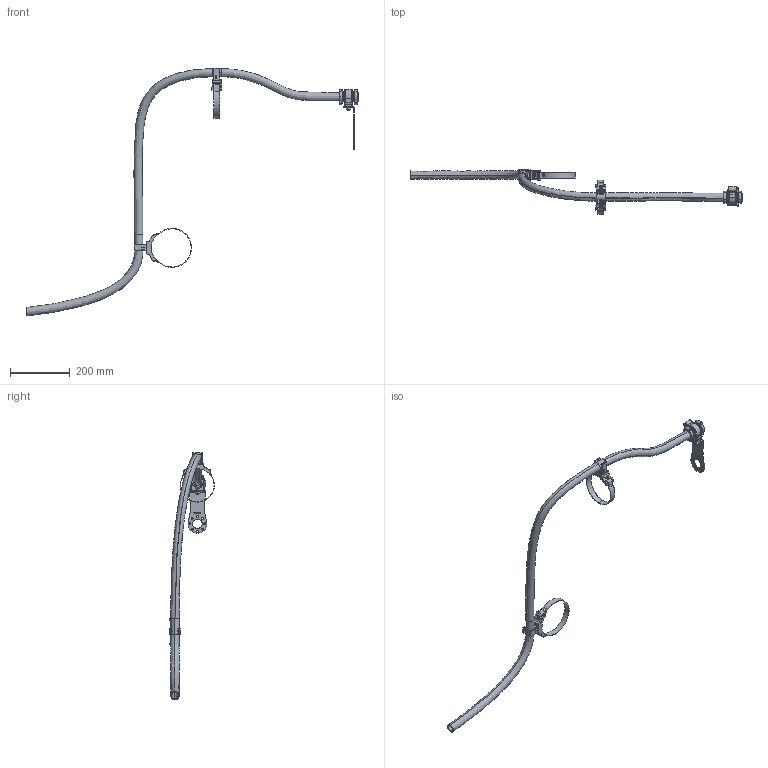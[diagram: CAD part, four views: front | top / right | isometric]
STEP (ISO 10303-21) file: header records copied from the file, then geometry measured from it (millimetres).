
FILE_DESCRIPTION (( 'STEP AP214' ), '1' );
FILE_NAME ('P2194-.STEP', '2023-11-17T14:03:03', ( '' ), ( '' ), 'SwSTEP 2.0', 'SolidWorks 2021', '' );
FILE_SCHEMA (( 'AUTOMOTIVE_DESIGN' ));
Length unit declared in the file: millimetre
Products named in the file (1): P2194-
Bounding box: 1108.3 x 148.89 x 826.82 mm (x, y, z)
Volume: 590623 mm3; surface area: 396625.3 mm2
Topology: 18 solids, 18 shells, 1132 faces, 2984 edges, 1940 vertices
Faces by surface type: plane 451, cylinder 346, bspline 215, torus 76, cone 40, sphere 4
Entity records: 81697 total; most frequent: CARTESIAN_POINT 42110, ORIENTED_EDGE 5932, DIRECTION 5078, EDGE_CURVE 2966, VERTEX_POINT 1934, AXIS2_PLACEMENT_3D 1792, VECTOR 1494, LINE 1494
